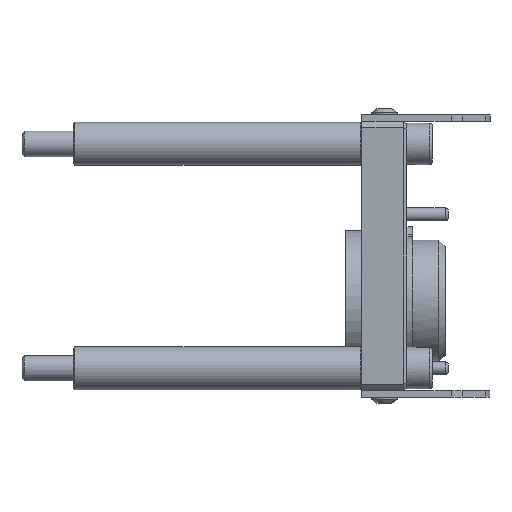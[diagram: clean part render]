
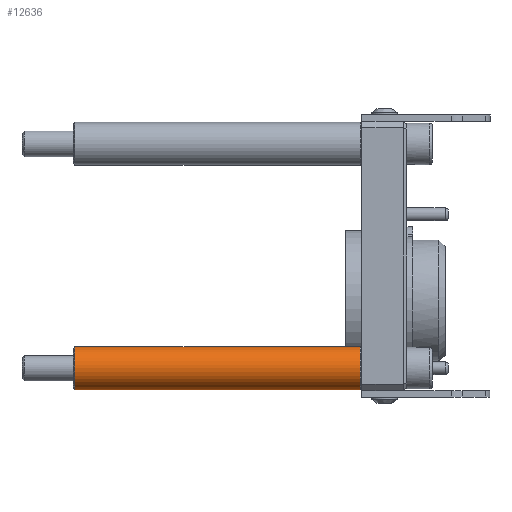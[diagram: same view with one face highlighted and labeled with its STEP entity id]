
A CAD part, front view. The second image highlights one B-rep face of the part: STEP entity #12636.
In plain terms, the highlighted cylindrical face has radius 6.75 mm (diameter 13.5 mm), a full revolution.
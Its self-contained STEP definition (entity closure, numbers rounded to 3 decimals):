
#95=CYLINDRICAL_SURFACE('',#13188,6.75);
#1490=FACE_OUTER_BOUND('',#2208,.T.);
#2208=EDGE_LOOP('',(#9699,#9700,#9701,#9702,#9703,#9704));
#3223=LINE('',#22153,#4180);
#4180=VECTOR('',#14772,6.75);
#4551=CIRCLE('',#13185,6.75);
#4552=CIRCLE('',#13186,6.75);
#4554=CIRCLE('',#13189,6.75);
#4555=CIRCLE('',#13190,6.75);
#5539=VERTEX_POINT('',#22141);
#5540=VERTEX_POINT('',#22142);
#5542=VERTEX_POINT('',#22149);
#5543=VERTEX_POINT('',#22150);
#7085=EDGE_CURVE('',#5539,#5540,#4551,.T.);
#7086=EDGE_CURVE('',#5540,#5539,#4552,.T.);
#7089=EDGE_CURVE('',#5542,#5543,#4554,.T.);
#7090=EDGE_CURVE('',#5543,#5542,#4555,.T.);
#7091=EDGE_CURVE('',#5543,#5540,#3223,.T.);
#9699=ORIENTED_EDGE('',*,*,#7089,.F.);
#9700=ORIENTED_EDGE('',*,*,#7090,.F.);
#9701=ORIENTED_EDGE('',*,*,#7091,.T.);
#9702=ORIENTED_EDGE('',*,*,#7085,.F.);
#9703=ORIENTED_EDGE('',*,*,#7086,.F.);
#9704=ORIENTED_EDGE('',*,*,#7091,.F.);
#12636=ADVANCED_FACE('',(#1490),#95,.T.);
#13185=AXIS2_PLACEMENT_3D('',#22143,#14759,#14760);
#13186=AXIS2_PLACEMENT_3D('',#22144,#14761,#14762);
#13188=AXIS2_PLACEMENT_3D('',#22148,#14766,#14767);
#13189=AXIS2_PLACEMENT_3D('',#22151,#14768,#14769);
#13190=AXIS2_PLACEMENT_3D('',#22152,#14770,#14771);
#14759=DIRECTION('center_axis',(-1.,0.,0.));
#14760=DIRECTION('ref_axis',(0.,0.759,0.651));
#14761=DIRECTION('center_axis',(-1.,0.,0.));
#14762=DIRECTION('ref_axis',(0.,0.759,0.651));
#14766=DIRECTION('center_axis',(1.,0.,0.));
#14767=DIRECTION('ref_axis',(0.,-0.759,-0.651));
#14768=DIRECTION('center_axis',(1.,0.,0.));
#14769=DIRECTION('ref_axis',(0.,0.759,0.651));
#14770=DIRECTION('center_axis',(1.,0.,0.));
#14771=DIRECTION('ref_axis',(0.,0.759,0.651));
#14772=DIRECTION('',(-1.,0.,0.));
#22141=CARTESIAN_POINT('',(-103.5,-92.622,-39.397));
#22142=CARTESIAN_POINT('',(-103.5,-82.378,-30.603));
#22143=CARTESIAN_POINT('Origin',(-103.5,-87.5,-35.));
#22144=CARTESIAN_POINT('Origin',(-103.5,-87.5,-35.));
#22148=CARTESIAN_POINT('Origin',(-59.,-87.5,-35.));
#22149=CARTESIAN_POINT('',(-14.5,-92.622,-39.397));
#22150=CARTESIAN_POINT('',(-14.5,-82.378,-30.603));
#22151=CARTESIAN_POINT('Origin',(-14.5,-87.5,-35.));
#22152=CARTESIAN_POINT('Origin',(-14.5,-87.5,-35.));
#22153=CARTESIAN_POINT('',(-59.,-82.378,-30.603));
